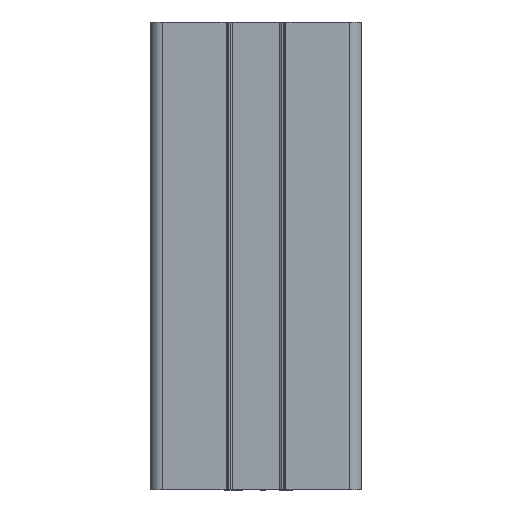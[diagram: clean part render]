
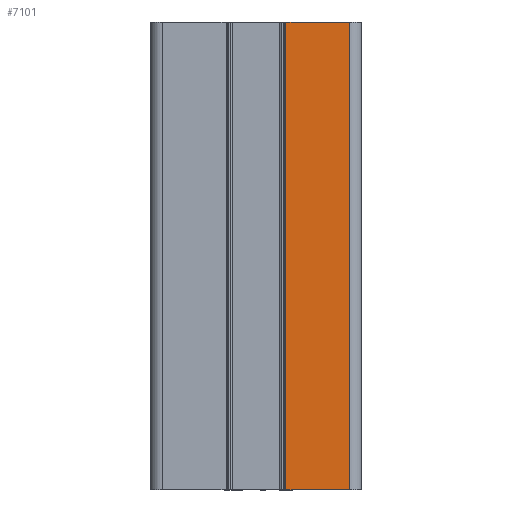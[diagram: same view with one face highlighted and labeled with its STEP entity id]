
A CAD part, front view. The second image highlights one B-rep face of the part: STEP entity #7101.
In plain terms, the highlighted planar face has unit normal (0, -1, 0).
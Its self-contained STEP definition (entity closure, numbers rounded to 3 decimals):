
#680 = DIRECTION ( 'NONE',  ( 1., 0., 0. ) ) ;
#823 = CARTESIAN_POINT ( 'NONE',  ( 6960.2, 2025.075, 0. ) ) ;
#866 = ORIENTED_EDGE ( 'NONE', *, *, #1908, .F. ) ;
#1069 = FACE_OUTER_BOUND ( 'NONE', #12658, .T. ) ;
#1083 = ORIENTED_EDGE ( 'NONE', *, *, #2152, .F. ) ;
#1215 = ORIENTED_EDGE ( 'NONE', *, *, #5570, .F. ) ;
#1586 = ORIENTED_EDGE ( 'NONE', *, *, #2332, .T. ) ;
#1618 = AXIS2_PLACEMENT_3D ( 'NONE', #3740, #3527, #2727 ) ;
#1908 = EDGE_CURVE ( 'NONE', #9693, #11193, #9920, .T. ) ;
#2152 = EDGE_CURVE ( 'NONE', #4211, #9693, #8691, .T. ) ;
#2332 = EDGE_CURVE ( 'NONE', #2655, #11193, #7905, .T. ) ;
#2504 = CARTESIAN_POINT ( 'NONE',  ( 6960.2, 2025.075, 0. ) ) ;
#2655 = VERTEX_POINT ( 'NONE', #2707 ) ;
#2707 = CARTESIAN_POINT ( 'NONE',  ( 6946.6, 2025.075, 0. ) ) ;
#2727 = DIRECTION ( 'NONE',  ( 0., 0., 1. ) ) ;
#3139 = DIRECTION ( 'NONE',  ( 1., 0., 0. ) ) ;
#3187 = CARTESIAN_POINT ( 'NONE',  ( 6950.45, 2025.075, 100. ) ) ;
#3527 = DIRECTION ( 'NONE',  ( 0., 1., 0. ) ) ;
#3625 = DIRECTION ( 'NONE',  ( 0., 0., 1. ) ) ;
#3700 = PLANE ( 'NONE',  #1618 ) ;
#3718 = CARTESIAN_POINT ( 'NONE',  ( 6946.6, 2025.075, 100. ) ) ;
#3740 = CARTESIAN_POINT ( 'NONE',  ( 6960.2, 2025.075, 100. ) ) ;
#4211 = VERTEX_POINT ( 'NONE', #10872 ) ;
#5570 = EDGE_CURVE ( 'NONE', #2655, #4211, #7713, .T. ) ;
#5910 = CARTESIAN_POINT ( 'NONE',  ( 6960.2, 2025.075, 100. ) ) ;
#6228 = CARTESIAN_POINT ( 'NONE',  ( 6960.2, 2025.075, 100. ) ) ;
#6264 = DIRECTION ( 'NONE',  ( 0., 0., -1. ) ) ;
#7101 = ADVANCED_FACE ( 'NONE', ( #1069 ), #3700, .F. ) ;
#7588 = VECTOR ( 'NONE', #3625, 1000. ) ;
#7713 = LINE ( 'NONE', #3718, #7588 ) ;
#7905 = LINE ( 'NONE', #823, #7942 ) ;
#7942 = VECTOR ( 'NONE', #680, 1000. ) ;
#8691 = LINE ( 'NONE', #3187, #8815 ) ;
#8815 = VECTOR ( 'NONE', #3139, 1000. ) ;
#9693 = VERTEX_POINT ( 'NONE', #5910 ) ;
#9868 = VECTOR ( 'NONE', #6264, 1000. ) ;
#9920 = LINE ( 'NONE', #6228, #9868 ) ;
#10872 = CARTESIAN_POINT ( 'NONE',  ( 6946.6, 2025.075, 100. ) ) ;
#11193 = VERTEX_POINT ( 'NONE', #2504 ) ;
#12658 = EDGE_LOOP ( 'NONE', ( #866, #1083, #1215, #1586 ) ) ;
